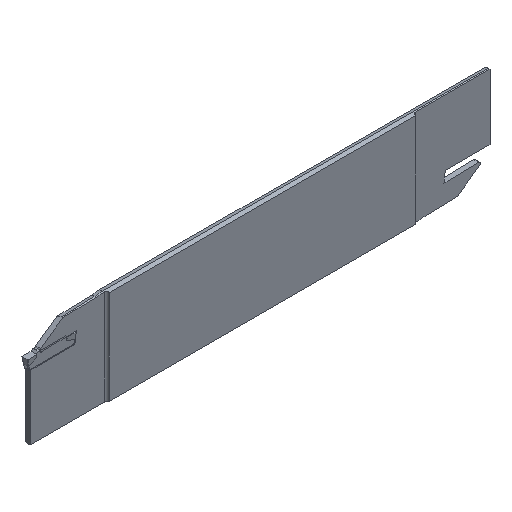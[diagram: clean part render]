
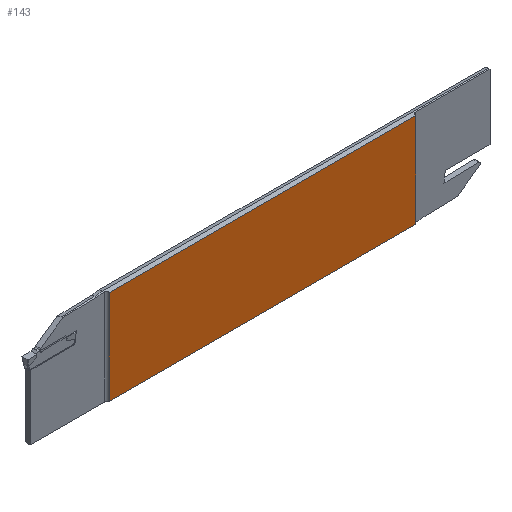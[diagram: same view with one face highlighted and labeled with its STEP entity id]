
A CAD part, isometric view. The second image highlights one B-rep face of the part: STEP entity #143.
In plain terms, the highlighted planar face has unit normal (0, -1, 0).
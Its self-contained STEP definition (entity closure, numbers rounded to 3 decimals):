
#143=ADVANCED_FACE('',(#259),#213,.F.);
#213=PLANE('',#1350);
#259=FACE_OUTER_BOUND('',#329,.T.);
#329=EDGE_LOOP('',(#399,#400,#401,#402));
#399=ORIENTED_EDGE('',*,*,#879,.T.);
#400=ORIENTED_EDGE('',*,*,#880,.T.);
#401=ORIENTED_EDGE('',*,*,#881,.T.);
#402=ORIENTED_EDGE('',*,*,#882,.F.);
#763=VERTEX_POINT('',#1786);
#764=VERTEX_POINT('',#1787);
#765=VERTEX_POINT('',#1789);
#766=VERTEX_POINT('',#1791);
#879=EDGE_CURVE('',#763,#764,#1061,.T.);
#880=EDGE_CURVE('',#764,#765,#1062,.T.);
#881=EDGE_CURVE('',#765,#766,#1063,.T.);
#882=EDGE_CURVE('',#763,#766,#1064,.T.);
#1061=LINE('',#1785,#1205);
#1062=LINE('',#1788,#1206);
#1063=LINE('',#1790,#1207);
#1064=LINE('',#1792,#1208);
#1205=VECTOR('',#1448,1.);
#1206=VECTOR('',#1449,1.);
#1207=VECTOR('',#1450,1.);
#1208=VECTOR('',#1451,1.);
#1350=AXIS2_PLACEMENT_3D('',#1793,#1452,#1453);
#1448=DIRECTION('',(0.,0.,1.));
#1449=DIRECTION('',(-1.,0.,0.));
#1450=DIRECTION('',(0.,0.,-1.));
#1451=DIRECTION('',(-1.,0.,0.));
#1452=DIRECTION('',(0.,1.,0.));
#1453=DIRECTION('',(0.,0.,1.));
#1785=CARTESIAN_POINT('',(125.,-1.2,-233.272));
#1786=CARTESIAN_POINT('',(125.,-1.2,-24.357));
#1787=CARTESIAN_POINT('',(125.,-1.2,6.357));
#1788=CARTESIAN_POINT('',(150.,-1.2,6.357));
#1789=CARTESIAN_POINT('',(25.,-1.2,6.357));
#1790=CARTESIAN_POINT('',(25.,-1.2,201.152));
#1791=CARTESIAN_POINT('',(25.,-1.2,-24.357));
#1792=CARTESIAN_POINT('',(150.,-1.2,-24.357));
#1793=CARTESIAN_POINT('',(150.,-1.2,6.357));
